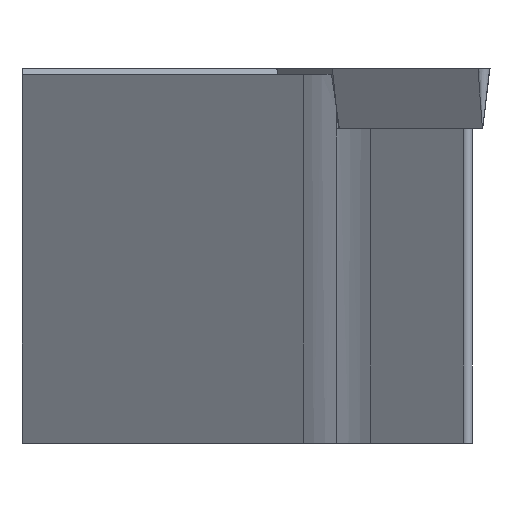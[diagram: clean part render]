
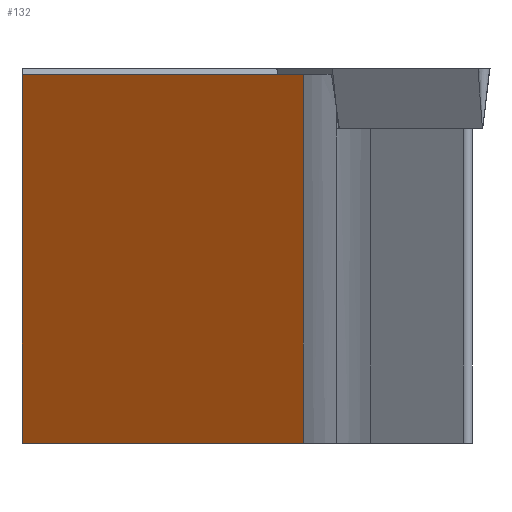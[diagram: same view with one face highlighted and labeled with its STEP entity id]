
A CAD part, left-side view. The second image highlights one B-rep face of the part: STEP entity #132.
In plain terms, the highlighted planar face has unit normal (-0.793, 0.609, 0).
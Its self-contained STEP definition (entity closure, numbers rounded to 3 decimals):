
#132=ADVANCED_FACE('',(#183),#155,.F.);
#155=PLANE('',#672);
#183=FACE_OUTER_BOUND('',#213,.T.);
#213=EDGE_LOOP('',(#432,#433,#434,#435));
#225=LINE('',#853,#280);
#241=LINE('',#897,#296);
#249=LINE('',#919,#304);
#262=LINE('',#960,#317);
#280=VECTOR('',#692,1.);
#296=VECTOR('',#728,1.);
#304=VECTOR('',#746,1.);
#317=VECTOR('',#797,1.);
#432=ORIENTED_EDGE('',*,*,#563,.F.);
#433=ORIENTED_EDGE('',*,*,#541,.F.);
#434=ORIENTED_EDGE('',*,*,#595,.T.);
#435=ORIENTED_EDGE('',*,*,#574,.F.);
#490=VERTEX_POINT('',#852);
#491=VERTEX_POINT('',#854);
#509=VERTEX_POINT('',#898);
#518=VERTEX_POINT('',#920);
#541=EDGE_CURVE('',#490,#491,#225,.T.);
#563=EDGE_CURVE('',#491,#509,#241,.T.);
#574=EDGE_CURVE('',#509,#518,#249,.T.);
#595=EDGE_CURVE('',#490,#518,#262,.T.);
#672=AXIS2_PLACEMENT_3D('',#962,#800,#801);
#692=DIRECTION('',(0.609,0.793,0.));
#728=DIRECTION('',(0.,0.,1.));
#746=DIRECTION('',(-0.609,-0.793,0.));
#797=DIRECTION('',(0.,0.,1.));
#800=DIRECTION('',(0.793,-0.609,0.));
#801=DIRECTION('',(0.609,0.793,0.));
#852=CARTESIAN_POINT('',(7.253,-15.009,-20.));
#853=CARTESIAN_POINT('',(7.253,-15.009,-20.));
#854=CARTESIAN_POINT('',(18.77,0.,-20.));
#897=CARTESIAN_POINT('',(18.77,0.,-40.));
#898=CARTESIAN_POINT('',(18.77,0.,-0.3));
#919=CARTESIAN_POINT('',(7.253,-15.009,-0.3));
#920=CARTESIAN_POINT('',(7.253,-15.009,-0.3));
#960=CARTESIAN_POINT('',(7.253,-15.009,-40.));
#962=CARTESIAN_POINT('',(7.253,-15.009,-40.));
